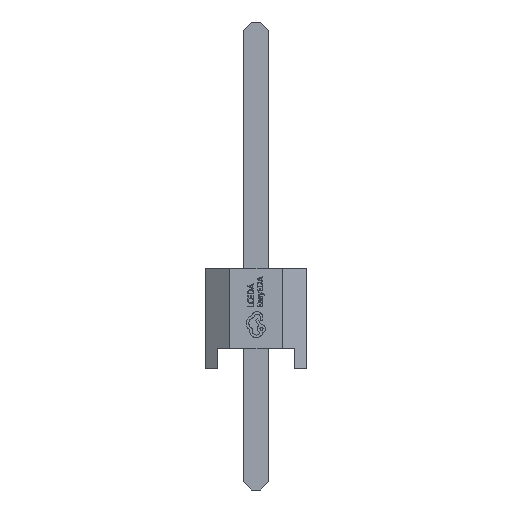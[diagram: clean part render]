
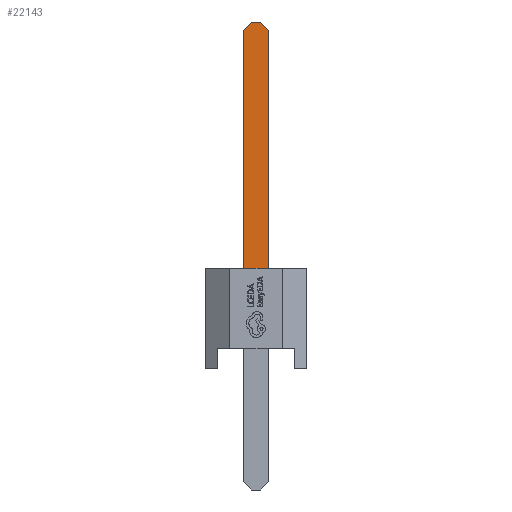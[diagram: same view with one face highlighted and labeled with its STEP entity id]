
A CAD part, left-side view. The second image highlights one B-rep face of the part: STEP entity #22143.
In plain terms, the highlighted planar face has unit normal (-1, 0, 0).
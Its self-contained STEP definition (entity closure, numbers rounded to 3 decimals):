
#563 = VECTOR ( 'NONE', #16505, 1000. ) ;
#631 = LINE ( 'NONE', #11157, #10962 ) ;
#1768 = CARTESIAN_POINT ( 'NONE',  ( -10.48, 0.32, 2.5 ) ) ;
#1997 = DIRECTION ( 'NONE',  ( 0., 0., -1. ) ) ;
#2520 = LINE ( 'NONE', #18413, #13795 ) ;
#2707 = VERTEX_POINT ( 'NONE', #12328 ) ;
#2823 = EDGE_CURVE ( 'NONE', #10533, #5261, #631, .T. ) ;
#3439 = CARTESIAN_POINT ( 'NONE',  ( -10.48, 0.12, 8.6 ) ) ;
#3605 = DIRECTION ( 'NONE',  ( 0., 0., 1. ) ) ;
#3644 = CARTESIAN_POINT ( 'NONE',  ( -10.48, -0.32, 2.5 ) ) ;
#5138 = AXIS2_PLACEMENT_3D ( 'NONE', #10947, #16213, #3605 ) ;
#5149 = LINE ( 'NONE', #12263, #10421 ) ;
#5261 = VERTEX_POINT ( 'NONE', #1768 ) ;
#5386 = EDGE_CURVE ( 'NONE', #8038, #19016, #11757, .T. ) ;
#5685 = EDGE_CURVE ( 'NONE', #10593, #2707, #2520, .T. ) ;
#7877 = DIRECTION ( 'NONE',  ( 0., 0.707, 0.707 ) ) ;
#8038 = VERTEX_POINT ( 'NONE', #10057 ) ;
#8137 = CARTESIAN_POINT ( 'NONE',  ( -10.48, 0.32, 8.4 ) ) ;
#9304 = VECTOR ( 'NONE', #13509, 1000. ) ;
#10057 = CARTESIAN_POINT ( 'NONE',  ( -10.48, 0.12, 8.6 ) ) ;
#10327 = ORIENTED_EDGE ( 'NONE', *, *, #12276, .T. ) ;
#10421 = VECTOR ( 'NONE', #19429, 1000. ) ;
#10533 = VERTEX_POINT ( 'NONE', #3644 ) ;
#10593 = VERTEX_POINT ( 'NONE', #20144 ) ;
#10947 = CARTESIAN_POINT ( 'NONE',  ( -10.48, 0., 0. ) ) ;
#10962 = VECTOR ( 'NONE', #11268, 1000. ) ;
#11157 = CARTESIAN_POINT ( 'NONE',  ( -10.48, 0., 2.5 ) ) ;
#11268 = DIRECTION ( 'NONE',  ( 0., 1., 0. ) ) ;
#11757 = LINE ( 'NONE', #8137, #9304 ) ;
#11941 = ORIENTED_EDGE ( 'NONE', *, *, #5386, .T. ) ;
#12263 = CARTESIAN_POINT ( 'NONE',  ( -10.48, -0.32, -2.8 ) ) ;
#12276 = EDGE_CURVE ( 'NONE', #10533, #10593, #5149, .T. ) ;
#12328 = CARTESIAN_POINT ( 'NONE',  ( -10.48, -0.12, 8.6 ) ) ;
#13072 = ORIENTED_EDGE ( 'NONE', *, *, #2823, .F. ) ;
#13509 = DIRECTION ( 'NONE',  ( 0., 0.707, -0.707 ) ) ;
#13755 = EDGE_CURVE ( 'NONE', #19016, #5261, #19672, .T. ) ;
#13795 = VECTOR ( 'NONE', #7877, 1000. ) ;
#14251 = FACE_OUTER_BOUND ( 'NONE', #17721, .T. ) ;
#15773 = VECTOR ( 'NONE', #1997, 1000. ) ;
#16213 = DIRECTION ( 'NONE',  ( -1., 0., 0. ) ) ;
#16505 = DIRECTION ( 'NONE',  ( 0., 1., 0. ) ) ;
#17695 = CARTESIAN_POINT ( 'NONE',  ( -10.48, 0.32, 8.4 ) ) ;
#17721 = EDGE_LOOP ( 'NONE', ( #13072, #10327, #20906, #20834, #11941, #20136 ) ) ;
#18158 = EDGE_CURVE ( 'NONE', #2707, #8038, #19482, .T. ) ;
#18413 = CARTESIAN_POINT ( 'NONE',  ( -10.48, -0.32, 8.4 ) ) ;
#19016 = VERTEX_POINT ( 'NONE', #17695 ) ;
#19429 = DIRECTION ( 'NONE',  ( 0., 0., 1. ) ) ;
#19482 = LINE ( 'NONE', #3439, #563 ) ;
#19672 = LINE ( 'NONE', #22918, #15773 ) ;
#19872 = PLANE ( 'NONE',  #5138 ) ;
#20136 = ORIENTED_EDGE ( 'NONE', *, *, #13755, .T. ) ;
#20144 = CARTESIAN_POINT ( 'NONE',  ( -10.48, -0.32, 8.4 ) ) ;
#20834 = ORIENTED_EDGE ( 'NONE', *, *, #18158, .T. ) ;
#20906 = ORIENTED_EDGE ( 'NONE', *, *, #5685, .T. ) ;
#22143 = ADVANCED_FACE ( 'NONE', ( #14251 ), #19872, .T. ) ;
#22918 = CARTESIAN_POINT ( 'NONE',  ( -10.48, 0.32, -2.8 ) ) ;
